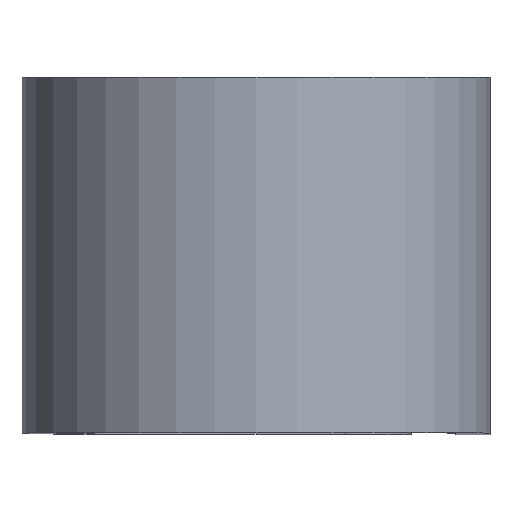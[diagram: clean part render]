
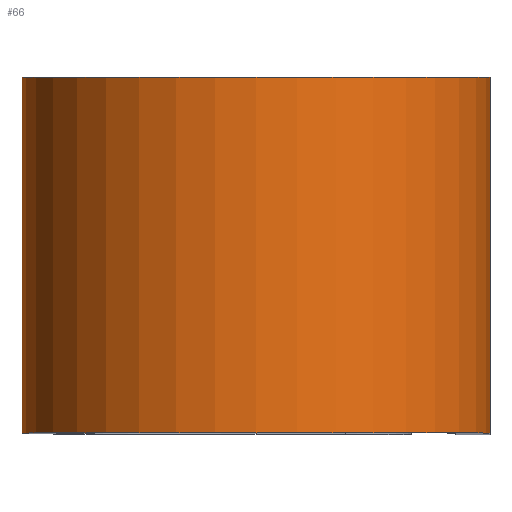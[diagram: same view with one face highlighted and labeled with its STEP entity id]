
A CAD part, top view. The second image highlights one B-rep face of the part: STEP entity #66.
In plain terms, the highlighted cylindrical face has radius 8.357 mm (diameter 16.713 mm), a partial arc.
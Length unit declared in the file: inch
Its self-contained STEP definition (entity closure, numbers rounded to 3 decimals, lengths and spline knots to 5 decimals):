
#58 = LINE ( 'NONE', #854, #393 ) ;
#66 = ADVANCED_FACE ( 'NONE', ( #246 ), #227, .T. ) ;
#80 = CARTESIAN_POINT ( 'NONE',  ( 0.329, -0.25, 0.562 ) ) ;
#83 = DIRECTION ( 'NONE',  ( 0., 0., -1. ) ) ;
#88 = DIRECTION ( 'NONE',  ( 1., 0., 0. ) ) ;
#156 = DIRECTION ( 'NONE',  ( 0., -1., 0. ) ) ;
#166 = EDGE_LOOP ( 'NONE', ( #519, #296, #689, #572 ) ) ;
#179 = AXIS2_PLACEMENT_3D ( 'NONE', #600, #221, #83 ) ;
#193 = EDGE_CURVE ( 'NONE', #748, #544, #656, .T. ) ;
#221 = DIRECTION ( 'NONE',  ( 0., -1., 0. ) ) ;
#227 = CYLINDRICAL_SURFACE ( 'NONE', #179, 0.329 ) ;
#246 = FACE_OUTER_BOUND ( 'NONE', #166, .T. ) ;
#284 = CARTESIAN_POINT ( 'NONE',  ( 0.329, 0.25, 0.562 ) ) ;
#287 = DIRECTION ( 'NONE',  ( 0., 1., 0. ) ) ;
#296 = ORIENTED_EDGE ( 'NONE', *, *, #726, .F. ) ;
#364 = CARTESIAN_POINT ( 'NONE',  ( -0.329, -0.25, 0.562 ) ) ;
#383 = AXIS2_PLACEMENT_3D ( 'NONE', #683, #287, #737 ) ;
#393 = VECTOR ( 'NONE', #156, 39.37008 ) ;
#402 = VERTEX_POINT ( 'NONE', #284 ) ;
#445 = CARTESIAN_POINT ( 'NONE',  ( -0.329, 0.25, 0.562 ) ) ;
#477 = VECTOR ( 'NONE', #833, 39.37008 ) ;
#483 = DIRECTION ( 'NONE',  ( 0., 1., 0. ) ) ;
#492 = VERTEX_POINT ( 'NONE', #80 ) ;
#519 = ORIENTED_EDGE ( 'NONE', *, *, #528, .T. ) ;
#528 = EDGE_CURVE ( 'NONE', #544, #492, #693, .T. ) ;
#544 = VERTEX_POINT ( 'NONE', #364 ) ;
#572 = ORIENTED_EDGE ( 'NONE', *, *, #193, .T. ) ;
#600 = CARTESIAN_POINT ( 'NONE',  ( 0., 0.25, 0.562 ) ) ;
#656 = LINE ( 'NONE', #445, #477 ) ;
#676 = CARTESIAN_POINT ( 'NONE',  ( -0.329, 0.25, 0.562 ) ) ;
#683 = CARTESIAN_POINT ( 'NONE',  ( 0., -0.25, 0.562 ) ) ;
#689 = ORIENTED_EDGE ( 'NONE', *, *, #744, .F. ) ;
#693 = CIRCLE ( 'NONE', #383, 0.329 ) ;
#697 = CIRCLE ( 'NONE', #849, 0.329 ) ;
#726 = EDGE_CURVE ( 'NONE', #402, #492, #58, .T. ) ;
#737 = DIRECTION ( 'NONE',  ( 1., 0., 0. ) ) ;
#744 = EDGE_CURVE ( 'NONE', #748, #402, #697, .T. ) ;
#748 = VERTEX_POINT ( 'NONE', #676 ) ;
#833 = DIRECTION ( 'NONE',  ( 0., -1., 0. ) ) ;
#849 = AXIS2_PLACEMENT_3D ( 'NONE', #864, #483, #88 ) ;
#854 = CARTESIAN_POINT ( 'NONE',  ( 0.329, 0.25, 0.562 ) ) ;
#864 = CARTESIAN_POINT ( 'NONE',  ( 0., 0.25, 0.562 ) ) ;
